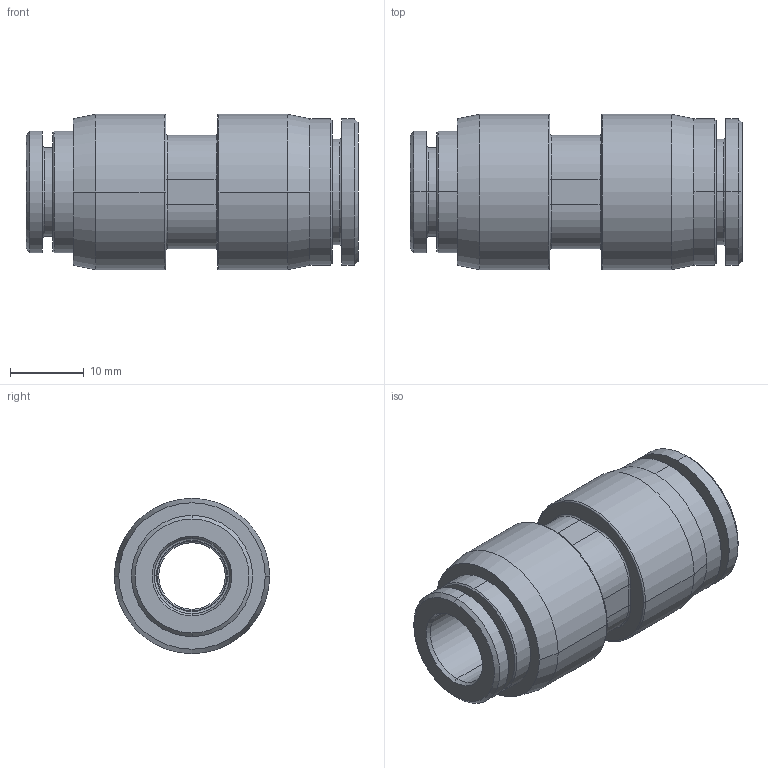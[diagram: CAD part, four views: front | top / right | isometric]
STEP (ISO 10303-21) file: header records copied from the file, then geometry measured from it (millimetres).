
FILE_DESCRIPTION(( 'MXP.26.12.10.stp' ), '1');
FILE_NAME( 'MXP.26.12.10.stp', '2021-02-22T15:43:37',( 'Sopra'),('sopra-pneumatic.com'), 'SwSTEP 2.0','SolidWorks 2009','' );
FILE_SCHEMA(('CONFIG_CONTROL_DESIGN'));
Length unit declared in the file: millimetre
Products named in the file (1): 367516B_958V-12-10FF
Bounding box: 44.9 x 21 x 21 mm (x, y, z)
Volume: 8557.1 mm3; surface area: 5426.3 mm2
Topology: 1 solids, 1 shells, 87 faces, 191 edges, 115 vertices
Faces by surface type: cylinder 34, torus 22, cone 16, plane 15
Entity records: 2458 total; most frequent: DIRECTION 488, CARTESIAN_POINT 398, ORIENTED_EDGE 382, AXIS2_PLACEMENT_3D 211, EDGE_CURVE 191, CIRCLE 124, VERTEX_POINT 115, EDGE_LOOP 98
